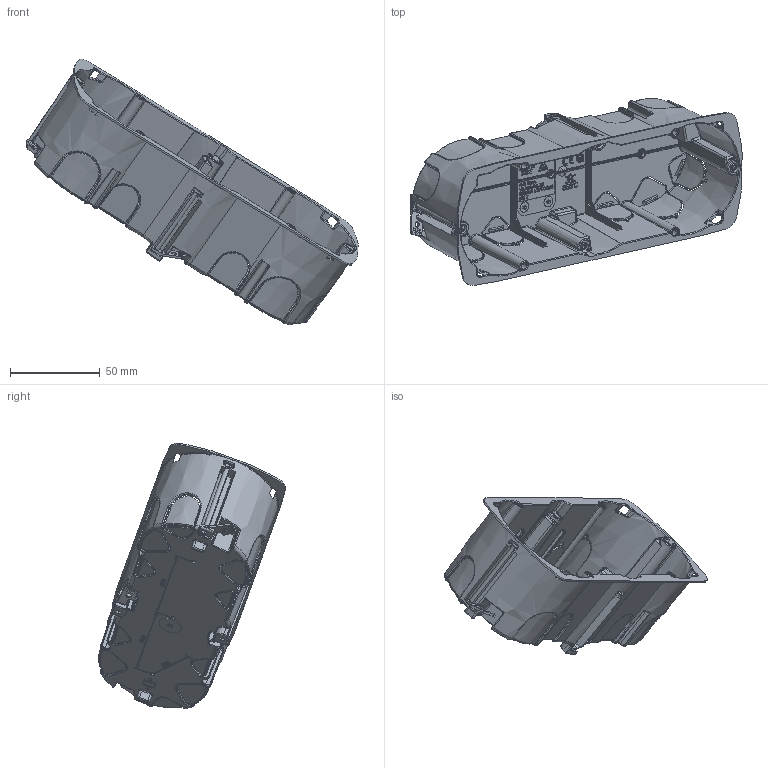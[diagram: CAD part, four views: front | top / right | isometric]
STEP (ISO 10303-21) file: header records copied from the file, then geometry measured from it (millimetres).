
FILE_DESCRIPTION(('CATIA V5 STEP Exchange'),'2;1');
FILE_NAME('256CG.stp','2025-04-07T07:59:26+00:00',('none'),('none'),'CATIA Version 5-6 Release 2016 SP6','CATIA V5 STEP AP203','none');
FILE_SCHEMA(('CONFIG_CONTROL_DESIGN'));
Products named in the file (1): STP
Assembly tree (9 placements, depth 2):
  STP
    #57
    #166295  x4
    #167823  x4
Bounding box: 184.92 x 104.38 x 147.98 mm (x, y, z)
Volume: 53939.1 mm3; surface area: 83998.1 mm2
Topology: 82 solids, 82 shells, 4867 faces, 13003 edges, 8143 vertices
Faces by surface type: plane 2721, cylinder 994, bspline 586, torus 243, cone 184, sphere 94, extrusion 45
Entity records: 169057 total; most frequent: CARTESIAN_POINT 66108, ORIENTED_EDGE 24300, DIRECTION 15796, EDGE_CURVE 12150, VERTEX_POINT 7681, VECTOR 7460, LINE 7415, AXIS2_PLACEMENT_3D 5034
